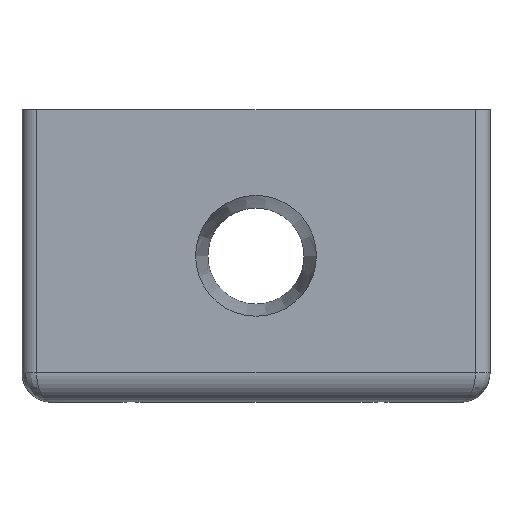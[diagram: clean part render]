
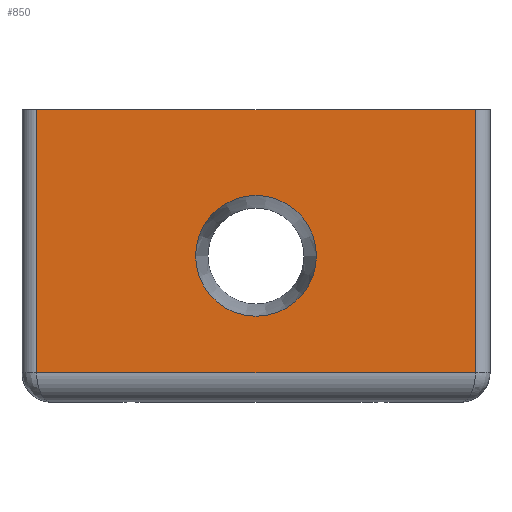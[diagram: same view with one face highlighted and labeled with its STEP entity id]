
A CAD part, top view. The second image highlights one B-rep face of the part: STEP entity #850.
In plain terms, the highlighted planar face has unit normal (0, 0, 1).
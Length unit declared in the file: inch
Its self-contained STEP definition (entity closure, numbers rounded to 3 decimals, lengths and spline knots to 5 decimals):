
#11 = CARTESIAN_POINT ( 'NONE',  ( 0.46875, 0.0625, 0. ) ) ;
#39 = DIRECTION ( 'NONE',  ( 0., 0., -1. ) ) ;
#45 = EDGE_CURVE ( 'NONE', #730, #964, #659, .T. ) ;
#60 = EDGE_CURVE ( 'NONE', #413, #608, #368, .T. ) ;
#79 = ORIENTED_EDGE ( 'NONE', *, *, #1206, .T. ) ;
#115 = AXIS2_PLACEMENT_3D ( 'NONE', #352, #662, #378 ) ;
#149 = DIRECTION ( 'NONE',  ( 0., 1., 0. ) ) ;
#199 = VECTOR ( 'NONE', #636, 39.37008 ) ;
#201 = VECTOR ( 'NONE', #797, 39.37008 ) ;
#211 = LINE ( 'NONE', #1213, #201 ) ;
#232 = LINE ( 'NONE', #335, #988 ) ;
#238 = CARTESIAN_POINT ( 'NONE',  ( -0.46875, 0.625, 0. ) ) ;
#320 = DIRECTION ( 'NONE',  ( -1., 0., 0. ) ) ;
#334 = FACE_BOUND ( 'NONE', #1155, .T. ) ;
#335 = CARTESIAN_POINT ( 'NONE',  ( -0.5, 0.625, 0. ) ) ;
#352 = CARTESIAN_POINT ( 'NONE',  ( 0., 0.3125, 0. ) ) ;
#368 = LINE ( 'NONE', #867, #898 ) ;
#378 = DIRECTION ( 'NONE',  ( -1., 0., 0. ) ) ;
#411 = EDGE_LOOP ( 'NONE', ( #1014, #79, #975, #634 ) ) ;
#413 = VERTEX_POINT ( 'NONE', #11 ) ;
#422 = FACE_OUTER_BOUND ( 'NONE', #411, .T. ) ;
#427 = CARTESIAN_POINT ( 'NONE',  ( -0.5, 0.625, 0. ) ) ;
#533 = CARTESIAN_POINT ( 'NONE',  ( 0., 0.3125, 0. ) ) ;
#540 = EDGE_CURVE ( 'NONE', #857, #608, #232, .T. ) ;
#608 = VERTEX_POINT ( 'NONE', #1046 ) ;
#634 = ORIENTED_EDGE ( 'NONE', *, *, #540, .F. ) ;
#636 = DIRECTION ( 'NONE',  ( 0., -1., 0. ) ) ;
#653 = CARTESIAN_POINT ( 'NONE',  ( 0.1291, 0.3125, 0. ) ) ;
#659 = CIRCLE ( 'NONE', #831, 0.1291 ) ;
#662 = DIRECTION ( 'NONE',  ( 0., 0., -1. ) ) ;
#693 = CARTESIAN_POINT ( 'NONE',  ( -0.46875, 0.0625, 0. ) ) ;
#730 = VERTEX_POINT ( 'NONE', #785 ) ;
#747 = ORIENTED_EDGE ( 'NONE', *, *, #45, .T. ) ;
#785 = CARTESIAN_POINT ( 'NONE',  ( -0.1291, 0.3125, 0. ) ) ;
#797 = DIRECTION ( 'NONE',  ( 1., 0., 0. ) ) ;
#829 = CARTESIAN_POINT ( 'NONE',  ( -0.46875, 0.625, 0. ) ) ;
#831 = AXIS2_PLACEMENT_3D ( 'NONE', #533, #39, #1146 ) ;
#834 = CIRCLE ( 'NONE', #115, 0.1291 ) ;
#850 = ADVANCED_FACE ( 'NONE', ( #334, #422 ), #1225, .F. ) ;
#857 = VERTEX_POINT ( 'NONE', #829 ) ;
#867 = CARTESIAN_POINT ( 'NONE',  ( 0.46875, 0.625, 0. ) ) ;
#898 = VECTOR ( 'NONE', #149, 39.37008 ) ;
#923 = EDGE_CURVE ( 'NONE', #857, #1201, #1144, .T. ) ;
#944 = ORIENTED_EDGE ( 'NONE', *, *, #1058, .T. ) ;
#964 = VERTEX_POINT ( 'NONE', #653 ) ;
#975 = ORIENTED_EDGE ( 'NONE', *, *, #60, .T. ) ;
#988 = VECTOR ( 'NONE', #1056, 39.37008 ) ;
#1014 = ORIENTED_EDGE ( 'NONE', *, *, #923, .T. ) ;
#1046 = CARTESIAN_POINT ( 'NONE',  ( 0.46875, 0.625, 0. ) ) ;
#1056 = DIRECTION ( 'NONE',  ( 1., 0., 0. ) ) ;
#1058 = EDGE_CURVE ( 'NONE', #964, #730, #834, .T. ) ;
#1130 = AXIS2_PLACEMENT_3D ( 'NONE', #427, #1133, #320 ) ;
#1133 = DIRECTION ( 'NONE',  ( 0., 0., -1. ) ) ;
#1144 = LINE ( 'NONE', #238, #199 ) ;
#1146 = DIRECTION ( 'NONE',  ( -1., 0., 0. ) ) ;
#1155 = EDGE_LOOP ( 'NONE', ( #944, #747 ) ) ;
#1201 = VERTEX_POINT ( 'NONE', #693 ) ;
#1206 = EDGE_CURVE ( 'NONE', #1201, #413, #211, .T. ) ;
#1213 = CARTESIAN_POINT ( 'NONE',  ( 0.46875, 0.0625, 0. ) ) ;
#1225 = PLANE ( 'NONE',  #1130 ) ;
